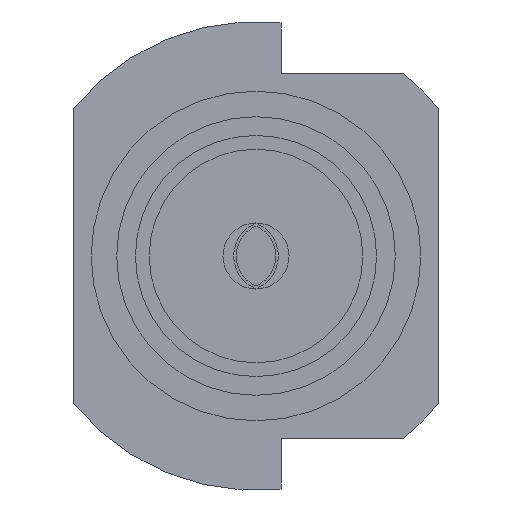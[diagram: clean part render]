
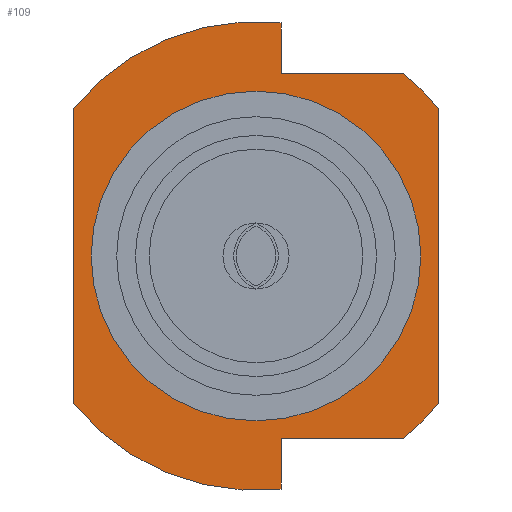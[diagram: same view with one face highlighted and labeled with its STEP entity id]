
A CAD part, left-side view. The second image highlights one B-rep face of the part: STEP entity #109.
In plain terms, the highlighted planar face has unit normal (-1, 0, 0).
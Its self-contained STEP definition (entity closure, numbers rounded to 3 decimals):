
#109 = ADVANCED_FACE( '', ( #237, #238 ), #239, .F. );
#237 = FACE_OUTER_BOUND( '', #368, .T. );
#238 = FACE_BOUND( '', #369, .T. );
#239 = PLANE( '', #370 );
#368 = EDGE_LOOP( '', ( #579, #580, #581, #582, #583, #584, #585, #586, #587, #588 ) );
#369 = EDGE_LOOP( '', ( #589 ) );
#370 = AXIS2_PLACEMENT_3D( '', #590, #591, #592 );
#579 = ORIENTED_EDGE( '', *, *, #726, .T. );
#580 = ORIENTED_EDGE( '', *, *, #705, .F. );
#581 = ORIENTED_EDGE( '', *, *, #694, .T. );
#582 = ORIENTED_EDGE( '', *, *, #731, .T. );
#583 = ORIENTED_EDGE( '', *, *, #737, .F. );
#584 = ORIENTED_EDGE( '', *, *, #735, .T. );
#585 = ORIENTED_EDGE( '', *, *, #738, .F. );
#586 = ORIENTED_EDGE( '', *, *, #739, .T. );
#587 = ORIENTED_EDGE( '', *, *, #677, .T. );
#588 = ORIENTED_EDGE( '', *, *, #740, .F. );
#589 = ORIENTED_EDGE( '', *, *, #741, .T. );
#590 = CARTESIAN_POINT( '', ( -1.5, 2.675, 0. ) );
#591 = DIRECTION( '', ( 1., 0., 0. ) );
#592 = DIRECTION( '', ( 0., 0., -1. ) );
#677 = EDGE_CURVE( '', #782, #784, #786, .T. );
#694 = EDGE_CURVE( '', #809, #811, #813, .T. );
#705 = EDGE_CURVE( '', #809, #829, #830, .T. );
#726 = EDGE_CURVE( '', #857, #829, #859, .T. );
#731 = EDGE_CURVE( '', #811, #864, #866, .T. );
#735 = EDGE_CURVE( '', #868, #870, #872, .T. );
#737 = EDGE_CURVE( '', #868, #864, #874, .T. );
#738 = EDGE_CURVE( '', #875, #870, #876, .T. );
#739 = EDGE_CURVE( '', #875, #782, #877, .T. );
#740 = EDGE_CURVE( '', #857, #784, #878, .T. );
#741 = EDGE_CURVE( '', #879, #879, #880, .T. );
#782 = VERTEX_POINT( '', #927 );
#784 = VERTEX_POINT( '', #930 );
#786 = LINE( '', #933, #934 );
#809 = VERTEX_POINT( '', #959 );
#811 = VERTEX_POINT( '', #962 );
#813 = LINE( '', #965, #966 );
#829 = VERTEX_POINT( '', #982 );
#830 = CIRCLE( '', #983, 4.5 );
#857 = VERTEX_POINT( '', #1013 );
#859 = LINE( '', #1016, #1017 );
#864 = VERTEX_POINT( '', #1022 );
#866 = LINE( '', #1025, #1026 );
#868 = VERTEX_POINT( '', #1028 );
#870 = VERTEX_POINT( '', #1031 );
#872 = LINE( '', #1034, #1035 );
#874 = CIRCLE( '', #1037, 4.5 );
#875 = VERTEX_POINT( '', #1038 );
#876 = CIRCLE( '', #1039, 4.5 );
#877 = LINE( '', #1040, #1041 );
#878 = CIRCLE( '', #1042, 4.5 );
#879 = VERTEX_POINT( '', #1043 );
#880 = CIRCLE( '', #1044, 2.675 );
#927 = CARTESIAN_POINT( '', ( -1.5, -0.48, 3.5 ) );
#930 = CARTESIAN_POINT( '', ( -1.5, -0.48, 4.474 ) );
#933 = CARTESIAN_POINT( '', ( -1.5, -0.48, 0. ) );
#934 = VECTOR( '', #1086, 1000. );
#959 = CARTESIAN_POINT( '', ( -1.5, -0.48, -4.474 ) );
#962 = CARTESIAN_POINT( '', ( -1.5, -0.48, -3.5 ) );
#965 = CARTESIAN_POINT( '', ( -1.5, -0.48, 0. ) );
#966 = VECTOR( '', #1109, 1000. );
#982 = CARTESIAN_POINT( '', ( -1.5, 3.5, -2.828 ) );
#983 = AXIS2_PLACEMENT_3D( '', #1125, #1126, #1127 );
#1013 = CARTESIAN_POINT( '', ( -1.5, 3.5, 2.828 ) );
#1016 = CARTESIAN_POINT( '', ( -1.5, 3.5, 0. ) );
#1017 = VECTOR( '', #1156, 1000. );
#1022 = CARTESIAN_POINT( '', ( -1.5, -2.828, -3.5 ) );
#1025 = CARTESIAN_POINT( '', ( -1.5, 2.675, -3.5 ) );
#1026 = VECTOR( '', #1161, 1000. );
#1028 = CARTESIAN_POINT( '', ( -1.5, -3.5, -2.828 ) );
#1031 = CARTESIAN_POINT( '', ( -1.5, -3.5, 2.828 ) );
#1034 = CARTESIAN_POINT( '', ( -1.5, -3.5, 0. ) );
#1035 = VECTOR( '', #1164, 1000. );
#1037 = AXIS2_PLACEMENT_3D( '', #1165, #1166, #1167 );
#1038 = CARTESIAN_POINT( '', ( -1.5, -2.828, 3.5 ) );
#1039 = AXIS2_PLACEMENT_3D( '', #1168, #1169, #1170 );
#1040 = CARTESIAN_POINT( '', ( -1.5, 2.675, 3.5 ) );
#1041 = VECTOR( '', #1171, 1000. );
#1042 = AXIS2_PLACEMENT_3D( '', #1172, #1173, #1174 );
#1043 = CARTESIAN_POINT( '', ( -1.5, 0., -2.675 ) );
#1044 = AXIS2_PLACEMENT_3D( '', #1175, #1176, #1177 );
#1086 = DIRECTION( '', ( 0., 0., 1. ) );
#1109 = DIRECTION( '', ( 0., 0., 1. ) );
#1125 = CARTESIAN_POINT( '', ( -1.5, 0., 0. ) );
#1126 = DIRECTION( '', ( 1., 0., 0. ) );
#1127 = DIRECTION( '', ( 0., 0., -1. ) );
#1156 = DIRECTION( '', ( 0., 0., -1. ) );
#1161 = DIRECTION( '', ( 0., -1., 0. ) );
#1164 = DIRECTION( '', ( 0., 0., 1. ) );
#1165 = CARTESIAN_POINT( '', ( -1.5, 0., 0. ) );
#1166 = DIRECTION( '', ( 1., 0., 0. ) );
#1167 = DIRECTION( '', ( 0., 0., -1. ) );
#1168 = CARTESIAN_POINT( '', ( -1.5, 0., 0. ) );
#1169 = DIRECTION( '', ( 1., 0., 0. ) );
#1170 = DIRECTION( '', ( 0., 0., -1. ) );
#1171 = DIRECTION( '', ( 0., 1., 0. ) );
#1172 = CARTESIAN_POINT( '', ( -1.5, 0., 0. ) );
#1173 = DIRECTION( '', ( 1., 0., 0. ) );
#1174 = DIRECTION( '', ( 0., 0., -1. ) );
#1175 = CARTESIAN_POINT( '', ( -1.5, 0., 0. ) );
#1176 = DIRECTION( '', ( 1., 0., 0. ) );
#1177 = DIRECTION( '', ( 0., 0., -1. ) );
